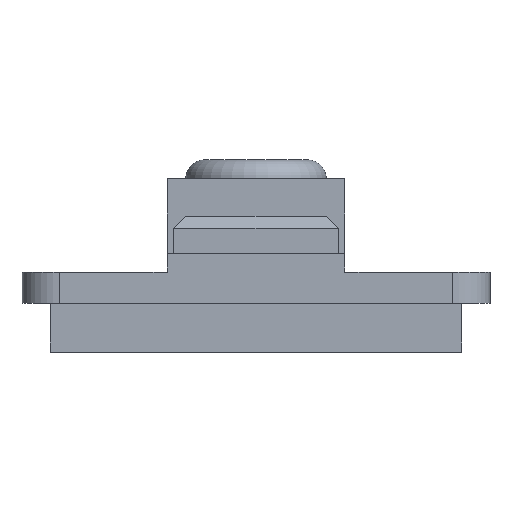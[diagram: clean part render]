
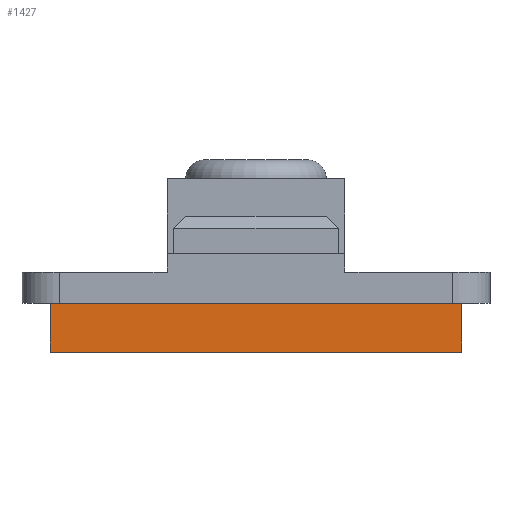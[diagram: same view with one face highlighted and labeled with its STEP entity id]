
A CAD part, front view. The second image highlights one B-rep face of the part: STEP entity #1427.
In plain terms, the highlighted planar face has unit normal (0, -1, 0).
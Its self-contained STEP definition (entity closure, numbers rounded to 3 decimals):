
#27 = CARTESIAN_POINT ( 'NONE',  ( 11., -11.83, 0. ) ) ;
#31 = DIRECTION ( 'NONE',  ( 0., 0., 1. ) ) ;
#187 = EDGE_CURVE ( 'NONE', #835, #1133, #551, .T. ) ;
#199 = EDGE_CURVE ( 'NONE', #980, #459, #1369, .T. ) ;
#220 = ORIENTED_EDGE ( 'NONE', *, *, #1598, .F. ) ;
#401 = VECTOR ( 'NONE', #31, 1000. ) ;
#434 = EDGE_CURVE ( 'NONE', #1133, #459, #1250, .T. ) ;
#459 = VERTEX_POINT ( 'NONE', #989 ) ;
#531 = DIRECTION ( 'NONE',  ( 0., 0., 1. ) ) ;
#550 = CARTESIAN_POINT ( 'NONE',  ( 11., -11.83, -2.6 ) ) ;
#551 = LINE ( 'NONE', #1212, #1235 ) ;
#665 = PLANE ( 'NONE',  #719 ) ;
#719 = AXIS2_PLACEMENT_3D ( 'NONE', #1262, #1840, #531 ) ;
#832 = VECTOR ( 'NONE', #1112, 1000. ) ;
#835 = VERTEX_POINT ( 'NONE', #1485 ) ;
#980 = VERTEX_POINT ( 'NONE', #1637 ) ;
#983 = ORIENTED_EDGE ( 'NONE', *, *, #187, .T. ) ;
#989 = CARTESIAN_POINT ( 'NONE',  ( -11., -11.83, 0. ) ) ;
#1101 = CARTESIAN_POINT ( 'NONE',  ( 11., -11.83, 0. ) ) ;
#1112 = DIRECTION ( 'NONE',  ( -1., 0., 0. ) ) ;
#1133 = VERTEX_POINT ( 'NONE', #27 ) ;
#1212 = CARTESIAN_POINT ( 'NONE',  ( 11., -11.83, -2.6 ) ) ;
#1235 = VECTOR ( 'NONE', #1352, 1000. ) ;
#1250 = LINE ( 'NONE', #1101, #832 ) ;
#1262 = CARTESIAN_POINT ( 'NONE',  ( 11., -11.83, -2.6 ) ) ;
#1352 = DIRECTION ( 'NONE',  ( 0., 0., 1. ) ) ;
#1369 = LINE ( 'NONE', #1520, #401 ) ;
#1427 = ADVANCED_FACE ( 'NONE', ( #1874 ), #665, .F. ) ;
#1434 = VECTOR ( 'NONE', #1748, 1000. ) ;
#1485 = CARTESIAN_POINT ( 'NONE',  ( 11., -11.83, -2.6 ) ) ;
#1520 = CARTESIAN_POINT ( 'NONE',  ( -11., -11.83, -2.6 ) ) ;
#1534 = ORIENTED_EDGE ( 'NONE', *, *, #199, .F. ) ;
#1598 = EDGE_CURVE ( 'NONE', #835, #980, #1923, .T. ) ;
#1637 = CARTESIAN_POINT ( 'NONE',  ( -11., -11.83, -2.6 ) ) ;
#1704 = EDGE_LOOP ( 'NONE', ( #1918, #1534, #220, #983 ) ) ;
#1748 = DIRECTION ( 'NONE',  ( -1., 0., 0. ) ) ;
#1840 = DIRECTION ( 'NONE',  ( 0., 1., 0. ) ) ;
#1874 = FACE_OUTER_BOUND ( 'NONE', #1704, .T. ) ;
#1918 = ORIENTED_EDGE ( 'NONE', *, *, #434, .T. ) ;
#1923 = LINE ( 'NONE', #550, #1434 ) ;
